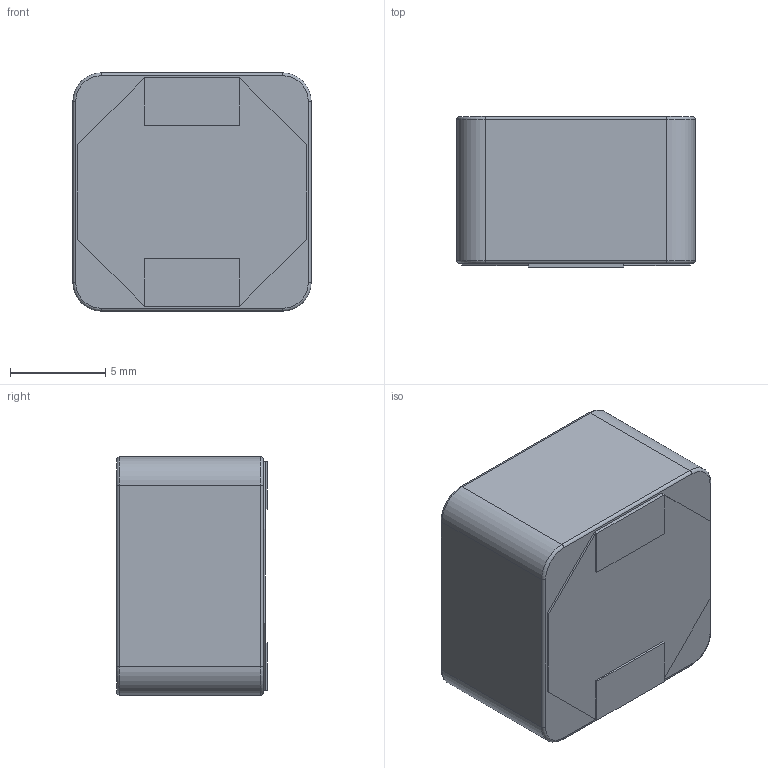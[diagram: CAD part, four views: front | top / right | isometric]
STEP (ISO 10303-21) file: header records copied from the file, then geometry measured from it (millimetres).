
FILE_DESCRIPTION (( 'STEP AP214' ), '1' );
FILE_NAME ('SRR1280.STEP', '2016-04-22T19:47:45', ( 'SAIT' ), ( 'SAIT' ), 'SwSTEP 2.0', 'SolidWorks 2015', '' );
FILE_SCHEMA (( 'AUTOMOTIVE_DESIGN' ));
Length unit declared in the file: millimetre
Products named in the file (1): SRR1280
Bounding box: 12.5 x 7.9 x 12.5 mm (x, y, z)
Volume: 1198.5 mm3; surface area: 678.5 mm2
Topology: 1 solids, 1 shells, 66 faces, 167 edges, 106 vertices
Faces by surface type: plane 25, torus 21, cylinder 20
Entity records: 2532 total; most frequent: CARTESIAN_POINT 508, DIRECTION 364, ORIENTED_EDGE 334, EDGE_CURVE 167, AXIS2_PLACEMENT_3D 138, VERTEX_POINT 106, VECTOR 88, LINE 88
